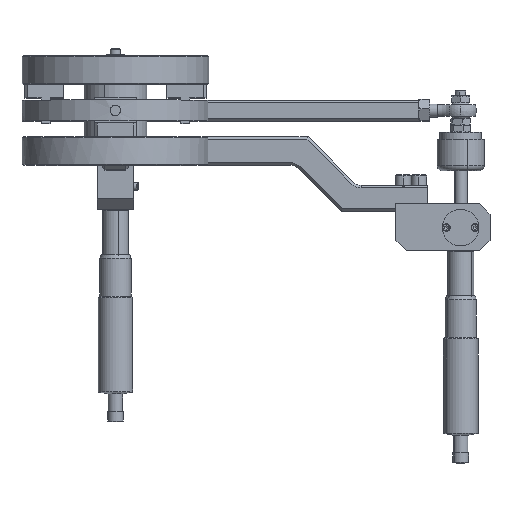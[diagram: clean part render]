
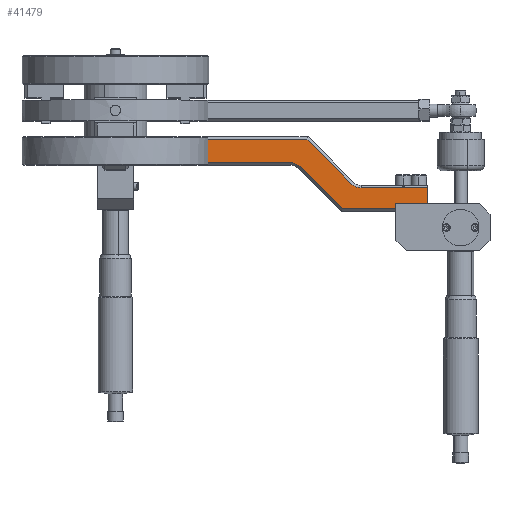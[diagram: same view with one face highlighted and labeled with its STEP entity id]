
A CAD part, top view. The second image highlights one B-rep face of the part: STEP entity #41479.
In plain terms, the highlighted planar face has unit normal (0, 0, 1).
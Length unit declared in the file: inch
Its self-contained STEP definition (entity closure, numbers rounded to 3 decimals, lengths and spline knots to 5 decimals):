
#3031 = EDGE_LOOP ( 'NONE', ( #34243, #34245, #34246, #34248, #34247, #34250, #34249, #34252, #34251, #34254, #34253, #34255 ) ) ;
#5309 = CARTESIAN_POINT ( 'NONE',  ( 5.44324, -2.18519, 0.3125 ) ) ;
#5362 = DIRECTION ( 'NONE',  ( 0.706, -0.708, 0. ) ) ;
#5496 = DIRECTION ( 'NONE',  ( -1., 0., 0. ) ) ;
#5567 = CARTESIAN_POINT ( 'NONE',  ( 7.459, -2.04234, 0.3125 ) ) ;
#5630 = EDGE_CURVE ( 'NONE', #16011, #16010, #50568, .T. ) ;
#5642 = EDGE_CURVE ( 'NONE', #15635, #16010, #50577, .T. ) ;
#5673 = EDGE_CURVE ( 'NONE', #15581, #16007, #50595, .T. ) ;
#5836 = EDGE_CURVE ( 'NONE', #15638, #15621, #49768, .T. ) ;
#5856 = EDGE_CURVE ( 'NONE', #16018, #15581, #49799, .T. ) ;
#5946 = DIRECTION ( 'NONE',  ( 0., 1., 0. ) ) ;
#5954 = CARTESIAN_POINT ( 'NONE',  ( 2.17, -1.12684, 0.3125 ) ) ;
#5971 = DIRECTION ( 'NONE',  ( -1., 0., 0. ) ) ;
#6130 = EDGE_CURVE ( 'NONE', #16007, #15636, #49848, .T. ) ;
#6149 = EDGE_CURVE ( 'NONE', #15634, #15638, #49858, .T. ) ;
#6167 = EDGE_CURVE ( 'NONE', #15635, #15634, #49857, .T. ) ;
#6193 = EDGE_CURVE ( 'NONE', #15621, #15636, #49872, .T. ) ;
#6194 = CARTESIAN_POINT ( 'NONE',  ( 2.17, -0.50184, 0.3125 ) ) ;
#7401 = CARTESIAN_POINT ( 'NONE',  ( 7.459, -1.66684, 0.3125 ) ) ;
#7406 = CARTESIAN_POINT ( 'NONE',  ( 5.874, -1.66684, 0.3125 ) ) ;
#7408 = CARTESIAN_POINT ( 'NONE',  ( 5.65281, -1.57509, 0.3125 ) ) ;
#7409 = CARTESIAN_POINT ( 'NONE',  ( 4.5817, -0.50184, 0.3125 ) ) ;
#7410 = CARTESIAN_POINT ( 'NONE',  ( 2.17, -0.50184, 0.3125 ) ) ;
#7413 = CARTESIAN_POINT ( 'NONE',  ( 6.709, -2.04234, 0.3125 ) ) ;
#8578 = CARTESIAN_POINT ( 'NONE',  ( 5.42492, -2.16684, 0.3125 ) ) ;
#8603 = CARTESIAN_POINT ( 'NONE',  ( 4.195, -1.06434, 0.3125 ) ) ;
#8604 = CARTESIAN_POINT ( 'NONE',  ( 2.17, -1.06434, 0.3125 ) ) ;
#8605 = CARTESIAN_POINT ( 'NONE',  ( 6.709, -2.16684, 0.3125 ) ) ;
#8607 = CARTESIAN_POINT ( 'NONE',  ( 4.41619, -1.15609, 0.3125 ) ) ;
#8755 = CARTESIAN_POINT ( 'NONE',  ( 7.459, -2.04234, 0.3125 ) ) ;
#15581 = VERTEX_POINT ( 'NONE', #8755 ) ;
#15621 = VERTEX_POINT ( 'NONE', #8578 ) ;
#15634 = VERTEX_POINT ( 'NONE', #8603 ) ;
#15635 = VERTEX_POINT ( 'NONE', #8604 ) ;
#15636 = VERTEX_POINT ( 'NONE', #8605 ) ;
#15638 = VERTEX_POINT ( 'NONE', #8607 ) ;
#16007 = VERTEX_POINT ( 'NONE', #7413 ) ;
#16010 = VERTEX_POINT ( 'NONE', #7410 ) ;
#16011 = VERTEX_POINT ( 'NONE', #7409 ) ;
#16012 = VERTEX_POINT ( 'NONE', #7408 ) ;
#16013 = VERTEX_POINT ( 'NONE', #7406 ) ;
#16018 = VERTEX_POINT ( 'NONE', #7401 ) ;
#16295 = AXIS2_PLACEMENT_3D ( 'NONE', #17455, #17466, #17467 ) ;
#17455 = CARTESIAN_POINT ( 'NONE',  ( 5.874, -1.35434, 0.3125 ) ) ;
#17466 = DIRECTION ( 'NONE',  ( 0., 0., -1. ) ) ;
#17467 = DIRECTION ( 'NONE',  ( -1., 0., 0. ) ) ;
#18009 = CARTESIAN_POINT ( 'NONE',  ( 4.56339, -0.48349, 0.3125 ) ) ;
#18010 = DIRECTION ( 'NONE',  ( -0.706, 0.708, 0. ) ) ;
#18271 = CARTESIAN_POINT ( 'NONE',  ( 7.459, -1.60434, 0.3125 ) ) ;
#18277 = CARTESIAN_POINT ( 'NONE',  ( 5.874, -1.66684, 0.3125 ) ) ;
#18281 = DIRECTION ( 'NONE',  ( -1., 0., 0. ) ) ;
#18605 = DIRECTION ( 'NONE',  ( 0., -1., 0. ) ) ;
#26497 = FACE_OUTER_BOUND ( 'NONE', #3031, .T. ) ;
#26747 = CIRCLE ( 'NONE', #16295, 0.3125 ) ;
#27172 = LINE ( 'NONE', #18009, #27174 ) ;
#27174 = VECTOR ( 'NONE', #18010, 39.37008 ) ;
#27482 = LINE ( 'NONE', #18277, #27501 ) ;
#27501 = VECTOR ( 'NONE', #18281, 39.37008 ) ;
#34243 = ORIENTED_EDGE ( 'NONE', *, *, #46889, .T. ) ;
#34245 = ORIENTED_EDGE ( 'NONE', *, *, #5630, .T. ) ;
#34246 = ORIENTED_EDGE ( 'NONE', *, *, #5642, .F. ) ;
#34247 = ORIENTED_EDGE ( 'NONE', *, *, #6149, .T. ) ;
#34248 = ORIENTED_EDGE ( 'NONE', *, *, #6167, .T. ) ;
#34249 = ORIENTED_EDGE ( 'NONE', *, *, #6193, .T. ) ;
#34250 = ORIENTED_EDGE ( 'NONE', *, *, #5836, .T. ) ;
#34251 = ORIENTED_EDGE ( 'NONE', *, *, #5673, .F. ) ;
#34252 = ORIENTED_EDGE ( 'NONE', *, *, #6130, .F. ) ;
#34253 = ORIENTED_EDGE ( 'NONE', *, *, #46958, .T. ) ;
#34254 = ORIENTED_EDGE ( 'NONE', *, *, #5856, .F. ) ;
#34255 = ORIENTED_EDGE ( 'NONE', *, *, #46795, .T. ) ;
#35759 = DIRECTION ( 'NONE',  ( 1., 0., 0. ) ) ;
#35818 = CARTESIAN_POINT ( 'NONE',  ( 4.195, -1.06434, 0.3125 ) ) ;
#36006 = CARTESIAN_POINT ( 'NONE',  ( 6.709, -2.16684, 0.3125 ) ) ;
#36009 = DIRECTION ( 'NONE',  ( 1., 0., 0. ) ) ;
#36065 = CARTESIAN_POINT ( 'NONE',  ( 4.195, -1.37684, 0.3125 ) ) ;
#36069 = DIRECTION ( 'NONE',  ( 0., 0., -1. ) ) ;
#36072 = DIRECTION ( 'NONE',  ( -1., 0., 0. ) ) ;
#36159 = DIRECTION ( 'NONE',  ( 0., -1., 0. ) ) ;
#36160 = CARTESIAN_POINT ( 'NONE',  ( 6.709, -2.04234, 0.3125 ) ) ;
#38585 = AXIS2_PLACEMENT_3D ( 'NONE', #56178, #56211, #56212 ) ;
#39577 = AXIS2_PLACEMENT_3D ( 'NONE', #36065, #36069, #36072 ) ;
#41479 = ADVANCED_FACE ( 'NONE', ( #26497 ), #56198, .T. ) ;
#46795 = EDGE_CURVE ( 'NONE', #16013, #16012, #26747, .T. ) ;
#46889 = EDGE_CURVE ( 'NONE', #16012, #16011, #27172, .T. ) ;
#46958 = EDGE_CURVE ( 'NONE', #16018, #16013, #27482, .T. ) ;
#49678 = VECTOR ( 'NONE', #18605, 39.37008 ) ;
#49768 = LINE ( 'NONE', #5309, #49791 ) ;
#49791 = VECTOR ( 'NONE', #5362, 39.37008 ) ;
#49799 = LINE ( 'NONE', #18271, #49678 ) ;
#49848 = LINE ( 'NONE', #36160, #49983 ) ;
#49857 = LINE ( 'NONE', #35818, #49861 ) ;
#49858 = CIRCLE ( 'NONE', #39577, 0.3125 ) ;
#49861 = VECTOR ( 'NONE', #35759, 39.37008 ) ;
#49872 = LINE ( 'NONE', #36006, #49879 ) ;
#49879 = VECTOR ( 'NONE', #36009, 39.37008 ) ;
#49983 = VECTOR ( 'NONE', #36159, 39.37008 ) ;
#50557 = VECTOR ( 'NONE', #5971, 39.37008 ) ;
#50568 = LINE ( 'NONE', #6194, #50557 ) ;
#50577 = LINE ( 'NONE', #5954, #50582 ) ;
#50582 = VECTOR ( 'NONE', #5946, 39.37008 ) ;
#50589 = VECTOR ( 'NONE', #5496, 39.37008 ) ;
#50595 = LINE ( 'NONE', #5567, #50589 ) ;
#56178 = CARTESIAN_POINT ( 'NONE',  ( 5.874, -1.35434, 0.3125 ) ) ;
#56198 = PLANE ( 'NONE',  #38585 ) ;
#56211 = DIRECTION ( 'NONE',  ( 0., 0., 1. ) ) ;
#56212 = DIRECTION ( 'NONE',  ( -1., 0., 0. ) ) ;
